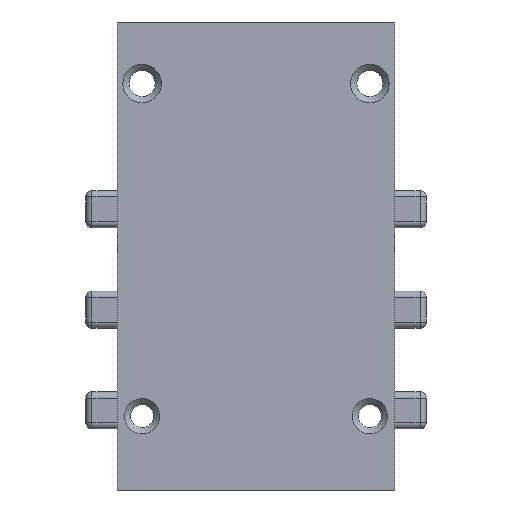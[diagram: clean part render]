
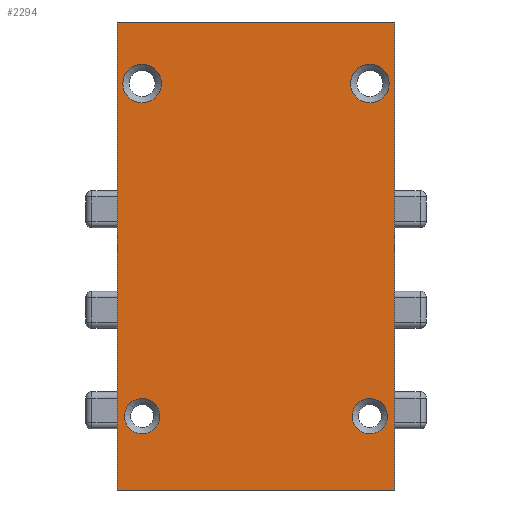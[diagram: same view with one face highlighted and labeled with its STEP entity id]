
A CAD part, front view. The second image highlights one B-rep face of the part: STEP entity #2294.
In plain terms, the highlighted planar face has unit normal (0, -1, 0).
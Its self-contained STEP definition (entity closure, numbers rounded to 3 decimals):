
#104=FACE_BOUND('',#317,.T.);
#105=FACE_BOUND('',#318,.T.);
#106=FACE_BOUND('',#319,.T.);
#107=FACE_BOUND('',#320,.T.);
#122=PLANE('',#2459);
#173=FACE_OUTER_BOUND('',#316,.T.);
#316=EDGE_LOOP('',(#1595,#1596,#1597,#1598));
#317=EDGE_LOOP('',(#1599));
#318=EDGE_LOOP('',(#1600));
#319=EDGE_LOOP('',(#1601));
#320=EDGE_LOOP('',(#1602));
#477=LINE('',#3530,#684);
#478=LINE('',#3532,#685);
#479=LINE('',#3534,#686);
#480=LINE('',#3535,#687);
#684=VECTOR('',#2752,10.);
#685=VECTOR('',#2753,10.);
#686=VECTOR('',#2754,10.);
#687=VECTOR('',#2755,10.);
#890=CIRCLE('',#2457,2.875);
#892=CIRCLE('',#2460,2.875);
#893=CIRCLE('',#2461,3.125);
#894=CIRCLE('',#2462,3.125);
#1032=VERTEX_POINT('',#3522);
#1034=VERTEX_POINT('',#3528);
#1035=VERTEX_POINT('',#3529);
#1036=VERTEX_POINT('',#3531);
#1037=VERTEX_POINT('',#3533);
#1038=VERTEX_POINT('',#3536);
#1039=VERTEX_POINT('',#3538);
#1040=VERTEX_POINT('',#3540);
#1242=EDGE_CURVE('',#1032,#1032,#890,.T.);
#1245=EDGE_CURVE('',#1034,#1035,#477,.T.);
#1246=EDGE_CURVE('',#1036,#1035,#478,.T.);
#1247=EDGE_CURVE('',#1037,#1036,#479,.T.);
#1248=EDGE_CURVE('',#1034,#1037,#480,.T.);
#1249=EDGE_CURVE('',#1038,#1038,#892,.T.);
#1250=EDGE_CURVE('',#1039,#1039,#893,.T.);
#1251=EDGE_CURVE('',#1040,#1040,#894,.T.);
#1595=ORIENTED_EDGE('',*,*,#1245,.T.);
#1596=ORIENTED_EDGE('',*,*,#1246,.F.);
#1597=ORIENTED_EDGE('',*,*,#1247,.F.);
#1598=ORIENTED_EDGE('',*,*,#1248,.F.);
#1599=ORIENTED_EDGE('',*,*,#1249,.F.);
#1600=ORIENTED_EDGE('',*,*,#1250,.F.);
#1601=ORIENTED_EDGE('',*,*,#1251,.F.);
#1602=ORIENTED_EDGE('',*,*,#1242,.F.);
#2294=ADVANCED_FACE('',(#173,#104,#105,#106,#107),#122,.T.);
#2457=AXIS2_PLACEMENT_3D('',#3523,#2745,#2746);
#2459=AXIS2_PLACEMENT_3D('',#3527,#2750,#2751);
#2460=AXIS2_PLACEMENT_3D('',#3537,#2756,#2757);
#2461=AXIS2_PLACEMENT_3D('',#3539,#2758,#2759);
#2462=AXIS2_PLACEMENT_3D('',#3541,#2760,#2761);
#2745=DIRECTION('center_axis',(0.,-1.,0.));
#2746=DIRECTION('ref_axis',(1.,0.,0.));
#2750=DIRECTION('center_axis',(0.,-1.,0.));
#2751=DIRECTION('ref_axis',(0.,0.,-1.));
#2752=DIRECTION('',(1.,0.,0.));
#2753=DIRECTION('',(0.,0.,-1.));
#2754=DIRECTION('',(1.,0.,0.));
#2755=DIRECTION('',(0.,0.,1.));
#2756=DIRECTION('center_axis',(0.,-1.,0.));
#2757=DIRECTION('ref_axis',(1.,0.,0.));
#2758=DIRECTION('center_axis',(0.,-1.,0.));
#2759=DIRECTION('ref_axis',(1.,0.,0.));
#2760=DIRECTION('center_axis',(0.,-1.,0.));
#2761=DIRECTION('ref_axis',(1.,0.,0.));
#3522=CARTESIAN_POINT('',(-21.375,0.,-64.));
#3523=CARTESIAN_POINT('Origin',(-18.5,0.,-64.));
#3527=CARTESIAN_POINT('Origin',(0.,0.,0.));
#3528=CARTESIAN_POINT('',(-22.5,0.,-76.));
#3529=CARTESIAN_POINT('',(22.5,0.,-76.));
#3530=CARTESIAN_POINT('',(0.,0.,-76.));
#3531=CARTESIAN_POINT('',(22.5,0.,0.));
#3532=CARTESIAN_POINT('',(22.5,0.,0.));
#3533=CARTESIAN_POINT('',(-22.5,0.,0.));
#3534=CARTESIAN_POINT('',(0.,0.,0.));
#3535=CARTESIAN_POINT('',(-22.5,0.,0.));
#3536=CARTESIAN_POINT('',(15.625,0.,-64.));
#3537=CARTESIAN_POINT('Origin',(18.5,0.,-64.));
#3538=CARTESIAN_POINT('',(15.375,0.,-10.));
#3539=CARTESIAN_POINT('Origin',(18.5,0.,-10.));
#3540=CARTESIAN_POINT('',(-21.625,0.,-10.));
#3541=CARTESIAN_POINT('Origin',(-18.5,0.,-10.));
